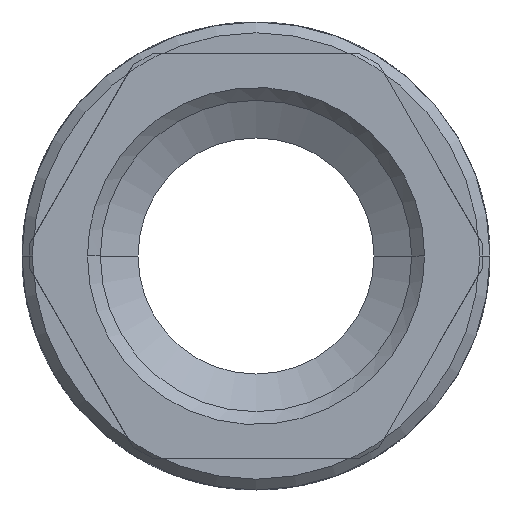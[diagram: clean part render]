
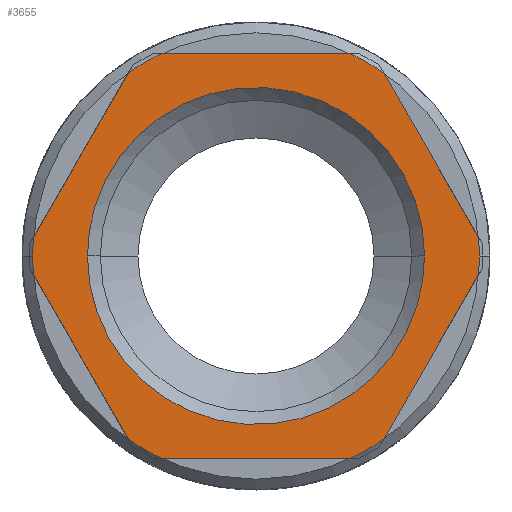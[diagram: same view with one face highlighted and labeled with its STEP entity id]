
A CAD part, left-side view. The second image highlights one B-rep face of the part: STEP entity #3655.
In plain terms, the highlighted planar face has unit normal (-1, 0, 0).
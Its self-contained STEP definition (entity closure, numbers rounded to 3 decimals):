
#2893=CARTESIAN_POINT('Vertex',(-16.,10.363,-0.879)) ;
#2896=CARTESIAN_POINT('Axis2P3D Location',(-16.,0.,0.)) ;
#2900=CARTESIAN_POINT('Vertex',(-16.,10.4,0.)) ;
#2928=CARTESIAN_POINT('Axis2P3D Location',(-16.,0.,0.)) ;
#2932=CARTESIAN_POINT('Vertex',(-16.,10.363,0.879)) ;
#3016=CARTESIAN_POINT('Vertex',(-16.,4.418,-9.415)) ;
#3019=CARTESIAN_POINT('Axis2P3D Location',(-16.,0.,0.)) ;
#3023=CARTESIAN_POINT('Vertex',(-16.,5.947,-8.532)) ;
#3044=CARTESIAN_POINT('Line Origine',(-16.,8.155,-4.706)) ;
#3126=CARTESIAN_POINT('Vertex',(-16.,5.947,8.532)) ;
#3129=CARTESIAN_POINT('Axis2P3D Location',(-16.,0.,0.)) ;
#3133=CARTESIAN_POINT('Vertex',(-16.,4.418,9.415)) ;
#3154=CARTESIAN_POINT('Line Origine',(-16.,8.155,4.706)) ;
#3236=CARTESIAN_POINT('Vertex',(-16.,-4.418,9.415)) ;
#3239=CARTESIAN_POINT('Axis2P3D Location',(-16.,0.,0.)) ;
#3243=CARTESIAN_POINT('Vertex',(-16.,-5.947,8.532)) ;
#3264=CARTESIAN_POINT('Line Origine',(-16.,0.,9.415)) ;
#3366=CARTESIAN_POINT('Vertex',(-16.,-10.363,0.879)) ;
#3369=CARTESIAN_POINT('Axis2P3D Location',(-16.,0.,0.)) ;
#3373=CARTESIAN_POINT('Vertex',(-16.,-10.4,0.)) ;
#3396=CARTESIAN_POINT('Axis2P3D Location',(-16.,0.,0.)) ;
#3400=CARTESIAN_POINT('Vertex',(-16.,-10.363,-0.879)) ;
#3426=CARTESIAN_POINT('Line Origine',(-16.,-8.155,4.706)) ;
#3505=CARTESIAN_POINT('Vertex',(-16.,-5.947,-8.532)) ;
#3508=CARTESIAN_POINT('Axis2P3D Location',(-16.,0.,0.)) ;
#3512=CARTESIAN_POINT('Vertex',(-16.,-4.418,-9.415)) ;
#3533=CARTESIAN_POINT('Line Origine',(-16.,0.,-9.415)) ;
#3564=CARTESIAN_POINT('Line Origine',(-16.,-8.155,-4.706)) ;
#3592=CARTESIAN_POINT('Axis2P3D Location',(-16.,0.,0.)) ;
#3614=CARTESIAN_POINT('Control Point',(-16.,7.85,0.)) ;
#3615=CARTESIAN_POINT('Control Point',(-16.,7.85,-1.233)) ;
#3616=CARTESIAN_POINT('Control Point',(-16.,7.608,-2.466)) ;
#3617=CARTESIAN_POINT('Control Point',(-16.,7.123,-3.636)) ;
#3618=CARTESIAN_POINT('Control Point',(-16.,5.722,-5.722)) ;
#3619=CARTESIAN_POINT('Control Point',(-16.,3.636,-7.123)) ;
#3620=CARTESIAN_POINT('Control Point',(-16.,2.466,-7.608)) ;
#3621=CARTESIAN_POINT('Control Point',(-16.,0.,-8.092)) ;
#3622=CARTESIAN_POINT('Control Point',(-16.,-2.466,-7.608)) ;
#3623=CARTESIAN_POINT('Control Point',(-16.,-3.636,-7.123)) ;
#3624=CARTESIAN_POINT('Control Point',(-16.,-5.722,-5.722)) ;
#3625=CARTESIAN_POINT('Control Point',(-16.,-7.123,-3.636)) ;
#3626=CARTESIAN_POINT('Control Point',(-16.,-7.608,-2.466)) ;
#3627=CARTESIAN_POINT('Control Point',(-16.,-7.85,-1.233)) ;
#3628=CARTESIAN_POINT('Control Point',(-16.,-7.85,0.)) ;
#3629=CARTESIAN_POINT('Vertex',(-16.,7.85,0.)) ;
#3631=CARTESIAN_POINT('Vertex',(-16.,-7.85,0.)) ;
#3635=CARTESIAN_POINT('Control Point',(-16.,-7.85,0.)) ;
#3636=CARTESIAN_POINT('Control Point',(-16.,-7.85,1.233)) ;
#3637=CARTESIAN_POINT('Control Point',(-16.,-7.608,2.466)) ;
#3638=CARTESIAN_POINT('Control Point',(-16.,-7.123,3.636)) ;
#3639=CARTESIAN_POINT('Control Point',(-16.,-5.722,5.722)) ;
#3640=CARTESIAN_POINT('Control Point',(-16.,-3.636,7.123)) ;
#3641=CARTESIAN_POINT('Control Point',(-16.,-2.466,7.608)) ;
#3642=CARTESIAN_POINT('Control Point',(-16.,0.,8.092)) ;
#3643=CARTESIAN_POINT('Control Point',(-16.,2.466,7.608)) ;
#3644=CARTESIAN_POINT('Control Point',(-16.,3.636,7.123)) ;
#3645=CARTESIAN_POINT('Control Point',(-16.,5.722,5.722)) ;
#3646=CARTESIAN_POINT('Control Point',(-16.,7.123,3.636)) ;
#3647=CARTESIAN_POINT('Control Point',(-16.,7.608,2.466)) ;
#3648=CARTESIAN_POINT('Control Point',(-16.,7.85,1.233)) ;
#3649=CARTESIAN_POINT('Control Point',(-16.,7.85,0.)) ;
#3046=VECTOR('Line Direction',#3045,1.) ;
#3156=VECTOR('Line Direction',#3155,1.) ;
#3266=VECTOR('Line Direction',#3265,1.) ;
#3428=VECTOR('Line Direction',#3427,1.) ;
#3535=VECTOR('Line Direction',#3534,1.) ;
#3566=VECTOR('Line Direction',#3565,1.) ;
#2897=DIRECTION('Axis2P3D Direction',(-1.,0.,0.)) ;
#2929=DIRECTION('Axis2P3D Direction',(-1.,0.,0.)) ;
#3020=DIRECTION('Axis2P3D Direction',(-1.,0.,0.)) ;
#3045=DIRECTION('Vector Direction',(0.,0.5,0.866)) ;
#3130=DIRECTION('Axis2P3D Direction',(-1.,0.,0.)) ;
#3155=DIRECTION('Vector Direction',(0.,0.5,-0.866)) ;
#3240=DIRECTION('Axis2P3D Direction',(-1.,0.,0.)) ;
#3265=DIRECTION('Vector Direction',(0.,1.,0.)) ;
#3370=DIRECTION('Axis2P3D Direction',(-1.,0.,0.)) ;
#3397=DIRECTION('Axis2P3D Direction',(-1.,0.,0.)) ;
#3427=DIRECTION('Vector Direction',(0.,-0.5,-0.866)) ;
#3509=DIRECTION('Axis2P3D Direction',(-1.,0.,0.)) ;
#3534=DIRECTION('Vector Direction',(0.,-1.,0.)) ;
#3565=DIRECTION('Vector Direction',(0.,-0.5,0.866)) ;
#3593=DIRECTION('Axis2P3D Direction',(-1.,0.,0.)) ;
#3594=DIRECTION('Axis2P3D XDirection',(0.,-1.,0.)) ;
#2898=AXIS2_PLACEMENT_3D('Circle Axis2P3D',#2896,#2897,$) ;
#2930=AXIS2_PLACEMENT_3D('Circle Axis2P3D',#2928,#2929,$) ;
#3021=AXIS2_PLACEMENT_3D('Circle Axis2P3D',#3019,#3020,$) ;
#3131=AXIS2_PLACEMENT_3D('Circle Axis2P3D',#3129,#3130,$) ;
#3241=AXIS2_PLACEMENT_3D('Circle Axis2P3D',#3239,#3240,$) ;
#3371=AXIS2_PLACEMENT_3D('Circle Axis2P3D',#3369,#3370,$) ;
#3398=AXIS2_PLACEMENT_3D('Circle Axis2P3D',#3396,#3397,$) ;
#3510=AXIS2_PLACEMENT_3D('Circle Axis2P3D',#3508,#3509,$) ;
#3595=AXIS2_PLACEMENT_3D('Plane Axis2P3D',#3592,#3593,#3594) ;
#3047=LINE('Line',#3044,#3046) ;
#3157=LINE('Line',#3154,#3156) ;
#3267=LINE('Line',#3264,#3266) ;
#3429=LINE('Line',#3426,#3428) ;
#3536=LINE('Line',#3533,#3535) ;
#3567=LINE('Line',#3564,#3566) ;
#2899=CIRCLE('generated circle',#2898,10.4) ;
#2931=CIRCLE('generated circle',#2930,10.4) ;
#3022=CIRCLE('generated circle',#3021,10.4) ;
#3132=CIRCLE('generated circle',#3131,10.4) ;
#3242=CIRCLE('generated circle',#3241,10.4) ;
#3372=CIRCLE('generated circle',#3371,10.4) ;
#3399=CIRCLE('generated circle',#3398,10.4) ;
#3511=CIRCLE('generated circle',#3510,10.4) ;
#3596=PLANE('',#3595) ;
#3654=FACE_BOUND('',#3651,.T.) ;
#2902=EDGE_CURVE('',#2894,#2901,#2899,.F.) ;
#2934=EDGE_CURVE('',#2901,#2933,#2931,.F.) ;
#3025=EDGE_CURVE('',#3017,#3024,#3022,.F.) ;
#3048=EDGE_CURVE('',#3024,#2894,#3047,.T.) ;
#3135=EDGE_CURVE('',#3127,#3134,#3132,.F.) ;
#3158=EDGE_CURVE('',#3127,#2933,#3157,.T.) ;
#3245=EDGE_CURVE('',#3237,#3244,#3242,.F.) ;
#3268=EDGE_CURVE('',#3237,#3134,#3267,.T.) ;
#3375=EDGE_CURVE('',#3367,#3374,#3372,.F.) ;
#3402=EDGE_CURVE('',#3374,#3401,#3399,.F.) ;
#3430=EDGE_CURVE('',#3244,#3367,#3429,.T.) ;
#3514=EDGE_CURVE('',#3506,#3513,#3511,.F.) ;
#3537=EDGE_CURVE('',#3017,#3513,#3536,.T.) ;
#3568=EDGE_CURVE('',#3506,#3401,#3567,.T.) ;
#3633=EDGE_CURVE('',#3630,#3632,#3613,.T.) ;
#3650=EDGE_CURVE('',#3632,#3630,#3634,.T.) ;
#3597=EDGE_LOOP('',(#3598,#3599,#3600,#3601,#3602,#3603,#3604,#3605,#3606,#3607,#3608,#3609,#3610,#3611)) ;
#3651=EDGE_LOOP('',(#3652,#3653)) ;
#3598=ORIENTED_EDGE('',*,*,#3245,.F.) ;
#3599=ORIENTED_EDGE('',*,*,#3268,.T.) ;
#3600=ORIENTED_EDGE('',*,*,#3135,.F.) ;
#3601=ORIENTED_EDGE('',*,*,#3158,.T.) ;
#3602=ORIENTED_EDGE('',*,*,#2934,.F.) ;
#3603=ORIENTED_EDGE('',*,*,#2902,.F.) ;
#3604=ORIENTED_EDGE('',*,*,#3048,.F.) ;
#3605=ORIENTED_EDGE('',*,*,#3025,.F.) ;
#3606=ORIENTED_EDGE('',*,*,#3537,.T.) ;
#3607=ORIENTED_EDGE('',*,*,#3514,.F.) ;
#3608=ORIENTED_EDGE('',*,*,#3568,.T.) ;
#3609=ORIENTED_EDGE('',*,*,#3402,.F.) ;
#3610=ORIENTED_EDGE('',*,*,#3375,.F.) ;
#3611=ORIENTED_EDGE('',*,*,#3430,.F.) ;
#3652=ORIENTED_EDGE('',*,*,#3633,.F.) ;
#3653=ORIENTED_EDGE('',*,*,#3650,.F.) ;
#2894=VERTEX_POINT('',#2893) ;
#2901=VERTEX_POINT('',#2900) ;
#2933=VERTEX_POINT('',#2932) ;
#3017=VERTEX_POINT('',#3016) ;
#3024=VERTEX_POINT('',#3023) ;
#3127=VERTEX_POINT('',#3126) ;
#3134=VERTEX_POINT('',#3133) ;
#3237=VERTEX_POINT('',#3236) ;
#3244=VERTEX_POINT('',#3243) ;
#3367=VERTEX_POINT('',#3366) ;
#3374=VERTEX_POINT('',#3373) ;
#3401=VERTEX_POINT('',#3400) ;
#3506=VERTEX_POINT('',#3505) ;
#3513=VERTEX_POINT('',#3512) ;
#3630=VERTEX_POINT('',#3629) ;
#3632=VERTEX_POINT('',#3631) ;
#3655=ADVANCED_FACE('Corps principal',(#3612,#3654),#3596,.T.) ;
#3613=B_SPLINE_CURVE_WITH_KNOTS('',5,(#3614,#3615,#3616,#3617,#3618,#3619,#3620,#3621,#3622,#3623,#3624,#3625,#3626,#3627,#3628),.UNSPECIFIED.,.F.,.U.,(6,3,3,3,6),(-24.662,-18.496,-12.331,-6.165,0.),.UNSPECIFIED.) ;
#3634=B_SPLINE_CURVE_WITH_KNOTS('',5,(#3635,#3636,#3637,#3638,#3639,#3640,#3641,#3642,#3643,#3644,#3645,#3646,#3647,#3648,#3649),.UNSPECIFIED.,.F.,.U.,(6,3,3,3,6),(0.,6.165,12.331,18.496,24.662),.UNSPECIFIED.) ;
#3612=FACE_OUTER_BOUND('',#3597,.T.) ;
